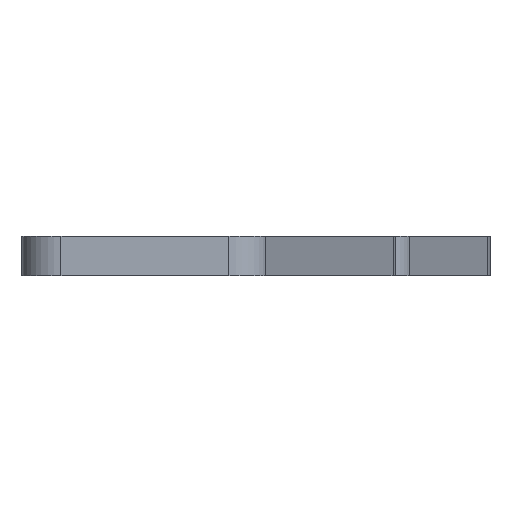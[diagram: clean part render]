
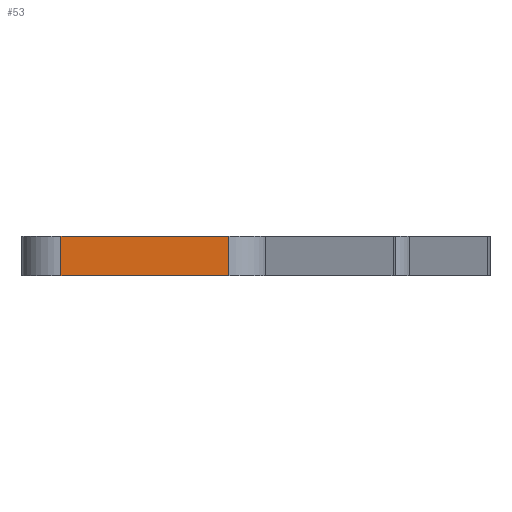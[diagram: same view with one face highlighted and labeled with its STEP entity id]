
A CAD part, front view. The second image highlights one B-rep face of the part: STEP entity #53.
In plain terms, the highlighted planar face has unit normal (0, -1, 0).
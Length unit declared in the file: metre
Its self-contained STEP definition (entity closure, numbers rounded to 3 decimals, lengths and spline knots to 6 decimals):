
#53 = ADVANCED_FACE( '', ( #129 ), #130, .T. );
#129 = FACE_OUTER_BOUND( '', #229, .T. );
#130 = PLANE( '', #230 );
#229 = EDGE_LOOP( '', ( #343, #344, #345, #346 ) );
#230 = AXIS2_PLACEMENT_3D( '', #347, #348, #349 );
#343 = ORIENTED_EDGE( '', *, *, #559, .F. );
#344 = ORIENTED_EDGE( '', *, *, #562, .T. );
#345 = ORIENTED_EDGE( '', *, *, #563, .T. );
#346 = ORIENTED_EDGE( '', *, *, #564, .T. );
#347 = CARTESIAN_POINT( '', ( 0.017256, 0., 0.005 ) );
#348 = DIRECTION( '', ( 0., -1., 0. ) );
#349 = DIRECTION( '', ( 1., 0., 0. ) );
#559 = EDGE_CURVE( '', #668, #670, #671, .T. );
#562 = EDGE_CURVE( '', #668, #674, #675, .F. );
#563 = EDGE_CURVE( '', #674, #676, #677, .T. );
#564 = EDGE_CURVE( '', #676, #670, #678, .T. );
#668 = VERTEX_POINT( '', #809 );
#670 = VERTEX_POINT( '', #811 );
#671 = LINE( '', #812, #813 );
#674 = VERTEX_POINT( '', #816 );
#675 = LINE( '', #817, #818 );
#676 = VERTEX_POINT( '', #819 );
#677 = LINE( '', #820, #821 );
#678 = LINE( '', #822, #823 );
#809 = CARTESIAN_POINT( '', ( 0.026535, 0., 0. ) );
#811 = CARTESIAN_POINT( '', ( 0.005, 0., 0. ) );
#812 = CARTESIAN_POINT( '', ( 0.017256, 0., 0. ) );
#813 = VECTOR( '', #976, 1. );
#816 = CARTESIAN_POINT( '', ( 0.026535, 0., 0.005 ) );
#817 = CARTESIAN_POINT( '', ( 0.026535, 0., 0.005 ) );
#818 = VECTOR( '', #980, 1. );
#819 = CARTESIAN_POINT( '', ( 0.005, 0., 0.005 ) );
#820 = CARTESIAN_POINT( '', ( 0.017256, 0., 0.005 ) );
#821 = VECTOR( '', #981, 1. );
#822 = CARTESIAN_POINT( '', ( 0.005, 0., 0.005 ) );
#823 = VECTOR( '', #982, 1. );
#976 = DIRECTION( '', ( -1., 0., 0. ) );
#980 = DIRECTION( '', ( 0., 0., -1. ) );
#981 = DIRECTION( '', ( -1., 0., 0. ) );
#982 = DIRECTION( '', ( 0., 0., -1. ) );
